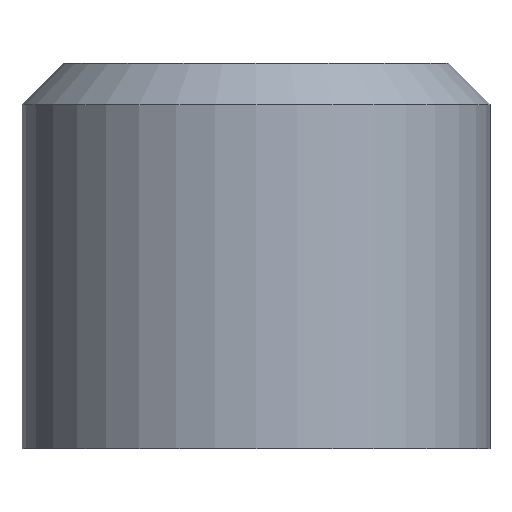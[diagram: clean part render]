
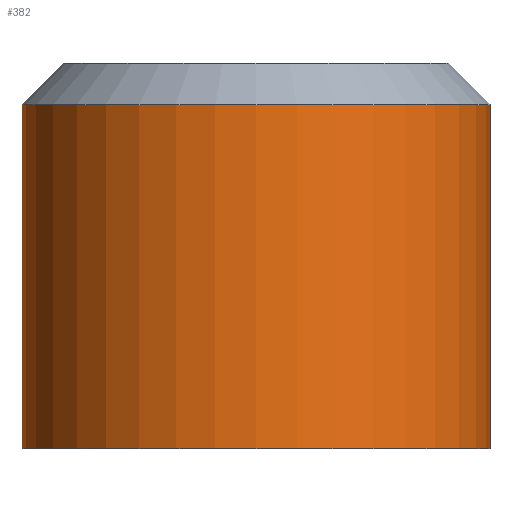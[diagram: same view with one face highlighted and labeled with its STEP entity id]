
A CAD part, front view. The second image highlights one B-rep face of the part: STEP entity #382.
In plain terms, the highlighted cylindrical face has radius 4.25 mm (diameter 8.5 mm), a full revolution.
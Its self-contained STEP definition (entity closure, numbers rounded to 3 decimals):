
#101 = VERTEX_POINT('',#102);
#102 = CARTESIAN_POINT('',(-4.25,0.,6.25));
#108 = EDGE_CURVE('',#101,#101,#109,.T.);
#109 = CIRCLE('',#110,4.25);
#110 = AXIS2_PLACEMENT_3D('',#111,#112,#113);
#111 = CARTESIAN_POINT('',(0.,0.,6.25));
#112 = DIRECTION('',(0.,0.,1.));
#113 = DIRECTION('',(-1.,0.,0.));
#382 = ADVANCED_FACE('',(#383),#402,.T.);
#383 = FACE_BOUND('',#384,.T.);
#384 = EDGE_LOOP('',(#385,#394,#400,#401));
#385 = ORIENTED_EDGE('',*,*,#386,.T.);
#386 = EDGE_CURVE('',#387,#387,#389,.T.);
#387 = VERTEX_POINT('',#388);
#388 = CARTESIAN_POINT('',(-4.25,0.,0.));
#389 = CIRCLE('',#390,4.25);
#390 = AXIS2_PLACEMENT_3D('',#391,#392,#393);
#391 = CARTESIAN_POINT('',(0.,0.,0.));
#392 = DIRECTION('',(0.,0.,1.));
#393 = DIRECTION('',(-1.,0.,0.));
#394 = ORIENTED_EDGE('',*,*,#395,.T.);
#395 = EDGE_CURVE('',#387,#101,#396,.T.);
#396 = LINE('',#397,#398);
#397 = CARTESIAN_POINT('',(-4.25,0.,0.));
#398 = VECTOR('',#399,1.);
#399 = DIRECTION('',(0.,0.,1.));
#400 = ORIENTED_EDGE('',*,*,#108,.F.);
#401 = ORIENTED_EDGE('',*,*,#395,.F.);
#402 = CYLINDRICAL_SURFACE('',#403,4.25);
#403 = AXIS2_PLACEMENT_3D('',#404,#405,#406);
#404 = CARTESIAN_POINT('',(0.,0.,0.));
#405 = DIRECTION('',(0.,0.,1.));
#406 = DIRECTION('',(-1.,0.,0.));
